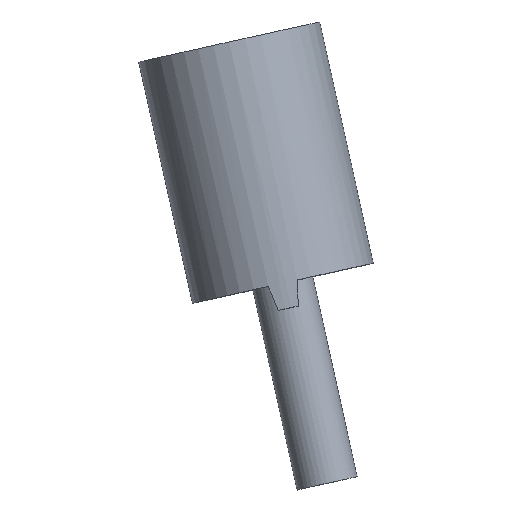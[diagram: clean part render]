
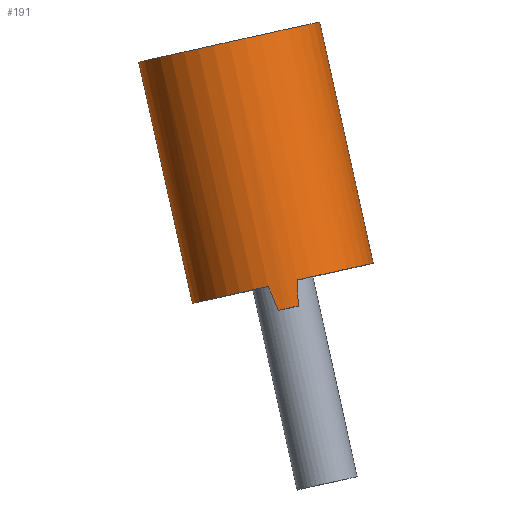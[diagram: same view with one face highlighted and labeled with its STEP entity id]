
A CAD part, top view. The second image highlights one B-rep face of the part: STEP entity #191.
In plain terms, the highlighted cylindrical face has radius 2.299 mm (diameter 4.597 mm), a full revolution.
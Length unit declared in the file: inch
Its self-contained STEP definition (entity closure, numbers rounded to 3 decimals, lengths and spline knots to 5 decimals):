
#18=FACE_BOUND('',#47,.T.);
#23=ELLIPSE('',#216,0.52117,0.0905);
#24=ELLIPSE('',#218,0.52117,0.0905);
#25=ELLIPSE('',#220,0.52117,0.0905);
#26=ELLIPSE('',#222,0.52117,0.0905);
#28=CYLINDRICAL_SURFACE('',#217,0.0905);
#33=FACE_OUTER_BOUND('',#46,.T.);
#46=EDGE_LOOP('',(#143,#144,#145,#146,#147,#148,#149,#150));
#47=EDGE_LOOP('',(#151));
#56=CIRCLE('',#203,0.0905);
#57=CIRCLE('',#205,0.0905);
#62=CIRCLE('',#219,0.0905);
#63=CIRCLE('',#221,0.0905);
#64=CIRCLE('',#223,0.0905);
#82=VERTEX_POINT('',#304);
#84=VERTEX_POINT('',#308);
#85=VERTEX_POINT('',#312);
#93=VERTEX_POINT('',#331);
#94=VERTEX_POINT('',#335);
#95=VERTEX_POINT('',#336);
#96=VERTEX_POINT('',#338);
#97=VERTEX_POINT('',#340);
#98=VERTEX_POINT('',#342);
#102=EDGE_CURVE('',#84,#82,#56,.T.);
#103=EDGE_CURVE('',#85,#85,#57,.T.);
#113=EDGE_CURVE('',#93,#84,#23,.T.);
#114=EDGE_CURVE('',#94,#95,#24,.T.);
#115=EDGE_CURVE('',#96,#94,#62,.T.);
#116=EDGE_CURVE('',#97,#96,#25,.T.);
#117=EDGE_CURVE('',#98,#97,#63,.T.);
#118=EDGE_CURVE('',#82,#98,#26,.T.);
#119=EDGE_CURVE('',#95,#93,#64,.T.);
#143=ORIENTED_EDGE('',*,*,#114,.F.);
#144=ORIENTED_EDGE('',*,*,#115,.F.);
#145=ORIENTED_EDGE('',*,*,#116,.F.);
#146=ORIENTED_EDGE('',*,*,#117,.F.);
#147=ORIENTED_EDGE('',*,*,#118,.F.);
#148=ORIENTED_EDGE('',*,*,#102,.F.);
#149=ORIENTED_EDGE('',*,*,#113,.F.);
#150=ORIENTED_EDGE('',*,*,#119,.F.);
#151=ORIENTED_EDGE('',*,*,#103,.T.);
#191=ADVANCED_FACE('',(#33,#18),#28,.T.);
#203=AXIS2_PLACEMENT_3D('',#310,#239,#240);
#205=AXIS2_PLACEMENT_3D('',#313,#243,#244);
#216=AXIS2_PLACEMENT_3D('',#333,#266,#267);
#217=AXIS2_PLACEMENT_3D('',#334,#268,#269);
#218=AXIS2_PLACEMENT_3D('',#337,#270,#271);
#219=AXIS2_PLACEMENT_3D('',#339,#272,#273);
#220=AXIS2_PLACEMENT_3D('',#341,#274,#275);
#221=AXIS2_PLACEMENT_3D('',#343,#276,#277);
#222=AXIS2_PLACEMENT_3D('',#344,#278,#279);
#223=AXIS2_PLACEMENT_3D('',#345,#280,#281);
#239=DIRECTION('center_axis',(0.216,-0.976,0.));
#240=DIRECTION('ref_axis',(0.976,0.216,0.));
#243=DIRECTION('center_axis',(0.216,-0.976,0.));
#244=DIRECTION('ref_axis',(0.976,0.216,0.));
#266=DIRECTION('center_axis',(-0.924,-0.383,0.));
#267=DIRECTION('ref_axis',(0.383,-0.924,0.));
#268=DIRECTION('center_axis',(-0.216,0.976,0.));
#269=DIRECTION('ref_axis',(0.976,0.216,0.));
#270=DIRECTION('center_axis',(0.999,0.044,0.));
#271=DIRECTION('ref_axis',(0.044,-0.999,0.));
#272=DIRECTION('center_axis',(0.216,-0.976,0.));
#273=DIRECTION('ref_axis',(0.976,0.216,0.));
#274=DIRECTION('center_axis',(0.999,0.044,0.));
#275=DIRECTION('ref_axis',(0.044,-0.999,0.));
#276=DIRECTION('center_axis',(0.216,-0.976,0.));
#277=DIRECTION('ref_axis',(0.976,0.216,0.));
#278=DIRECTION('center_axis',(-0.924,-0.383,0.));
#279=DIRECTION('ref_axis',(0.383,-0.924,0.));
#280=DIRECTION('center_axis',(0.216,-0.976,0.));
#281=DIRECTION('ref_axis',(0.976,0.216,0.));
#304=CARTESIAN_POINT('',(-0.05658,0.03867,-0.08935));
#308=CARTESIAN_POINT('',(-0.05658,0.03867,0.08935));
#310=CARTESIAN_POINT('Origin',(-0.04252,0.04179,0.));
#312=CARTESIAN_POINT('',(-0.00638,0.29692,0.));
#313=CARTESIAN_POINT('Origin',(-0.09474,0.27733,0.));
#331=CARTESIAN_POINT('',(-0.04687,0.01522,0.08995));
#333=CARTESIAN_POINT('Origin',(-0.02483,-0.03799,
0.));
#334=CARTESIAN_POINT('Origin',(-0.0317,-0.00703,
0.));
#335=CARTESIAN_POINT('',(-0.02845,0.04491,0.08935));
#336=CARTESIAN_POINT('',(-0.02734,0.01954,0.08995));
#337=CARTESIAN_POINT('Origin',(-0.02483,-0.03799,
0.));
#338=CARTESIAN_POINT('',(-0.02845,0.04491,-0.08935));
#339=CARTESIAN_POINT('Origin',(-0.04252,0.04179,0.));
#340=CARTESIAN_POINT('',(-0.02734,0.01954,-0.08995));
#341=CARTESIAN_POINT('Origin',(-0.02483,-0.03799,
0.));
#342=CARTESIAN_POINT('',(-0.04687,0.01522,-0.08995));
#343=CARTESIAN_POINT('Origin',(-0.03711,0.01738,0.));
#344=CARTESIAN_POINT('Origin',(-0.02483,-0.03799,
0.));
#345=CARTESIAN_POINT('Origin',(-0.03711,0.01738,0.));
